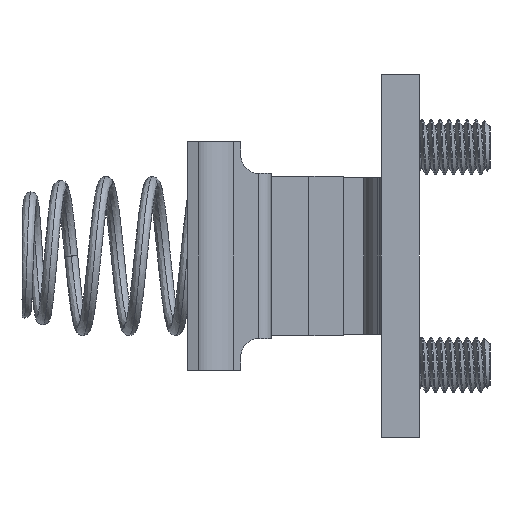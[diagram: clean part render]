
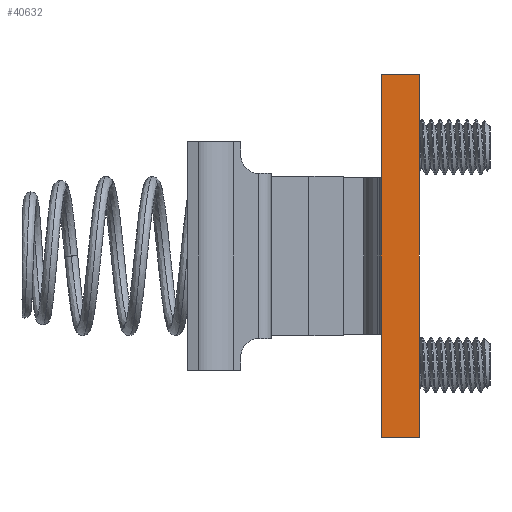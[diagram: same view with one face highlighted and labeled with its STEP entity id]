
A CAD part, left-side view. The second image highlights one B-rep face of the part: STEP entity #40632.
In plain terms, the highlighted planar face has unit normal (-1, 0, 0).
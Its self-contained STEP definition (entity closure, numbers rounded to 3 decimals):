
#1217 = FACE_OUTER_BOUND ( 'NONE', #30312, .T. ) ;
#1238 = ORIENTED_EDGE ( 'NONE', *, *, #28607, .T. ) ;
#3428 = DIRECTION ( 'NONE',  ( -1., 0., 0. ) ) ;
#5624 = CARTESIAN_POINT ( 'NONE',  ( -48.768, -9.652, 15.875 ) ) ;
#8838 = VERTEX_POINT ( 'NONE', #14017 ) ;
#9217 = LINE ( 'NONE', #37956, #9709 ) ;
#9307 = DIRECTION ( 'NONE',  ( 0., 1., 0. ) ) ;
#9692 = PLANE ( 'NONE',  #40002 ) ;
#9709 = VECTOR ( 'NONE', #9307, 1000. ) ;
#9779 = LINE ( 'NONE', #25973, #34180 ) ;
#10019 = ORIENTED_EDGE ( 'NONE', *, *, #21528, .F. ) ;
#10448 = DIRECTION ( 'NONE',  ( 0., 1., 0. ) ) ;
#11372 = CARTESIAN_POINT ( 'NONE',  ( -48.768, -9.652, 15.875 ) ) ;
#12755 = ORIENTED_EDGE ( 'NONE', *, *, #35389, .T. ) ;
#13305 = VERTEX_POINT ( 'NONE', #5624 ) ;
#14017 = CARTESIAN_POINT ( 'NONE',  ( -48.768, -9.652, -15.875 ) ) ;
#16312 = LINE ( 'NONE', #11372, #30765 ) ;
#19610 = DIRECTION ( 'NONE',  ( 0., 0., 1. ) ) ;
#20136 = DIRECTION ( 'NONE',  ( 0., 0., -1. ) ) ;
#20378 = DIRECTION ( 'NONE',  ( 0., 0., -1. ) ) ;
#20461 = CARTESIAN_POINT ( 'NONE',  ( -48.768, -6.35, 15.875 ) ) ;
#21528 = EDGE_CURVE ( 'NONE', #8838, #35588, #37452, .T. ) ;
#22556 = CARTESIAN_POINT ( 'NONE',  ( -48.768, -9.652, 15.875 ) ) ;
#25973 = CARTESIAN_POINT ( 'NONE',  ( -48.768, -6.35, 15.875 ) ) ;
#28607 = EDGE_CURVE ( 'NONE', #40881, #35588, #9779, .T. ) ;
#28997 = VECTOR ( 'NONE', #10448, 1000. ) ;
#29632 = CARTESIAN_POINT ( 'NONE',  ( -48.768, -9.652, -15.875 ) ) ;
#30312 = EDGE_LOOP ( 'NONE', ( #10019, #32085, #12755, #1238 ) ) ;
#30765 = VECTOR ( 'NONE', #20378, 1000. ) ;
#32085 = ORIENTED_EDGE ( 'NONE', *, *, #37988, .F. ) ;
#34180 = VECTOR ( 'NONE', #20136, 1000. ) ;
#35389 = EDGE_CURVE ( 'NONE', #13305, #40881, #9217, .T. ) ;
#35588 = VERTEX_POINT ( 'NONE', #36006 ) ;
#36006 = CARTESIAN_POINT ( 'NONE',  ( -48.768, -6.35, -15.875 ) ) ;
#37452 = LINE ( 'NONE', #29632, #28997 ) ;
#37956 = CARTESIAN_POINT ( 'NONE',  ( -48.768, -9.652, 15.875 ) ) ;
#37988 = EDGE_CURVE ( 'NONE', #13305, #8838, #16312, .T. ) ;
#40002 = AXIS2_PLACEMENT_3D ( 'NONE', #22556, #3428, #19610 ) ;
#40632 = ADVANCED_FACE ( 'NONE', ( #1217 ), #9692, .T. ) ;
#40881 = VERTEX_POINT ( 'NONE', #20461 ) ;
